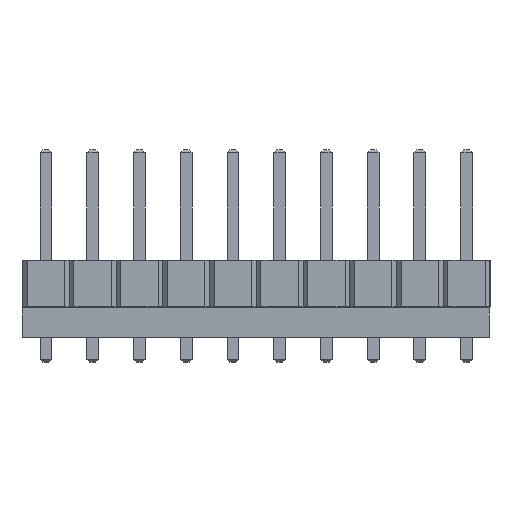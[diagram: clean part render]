
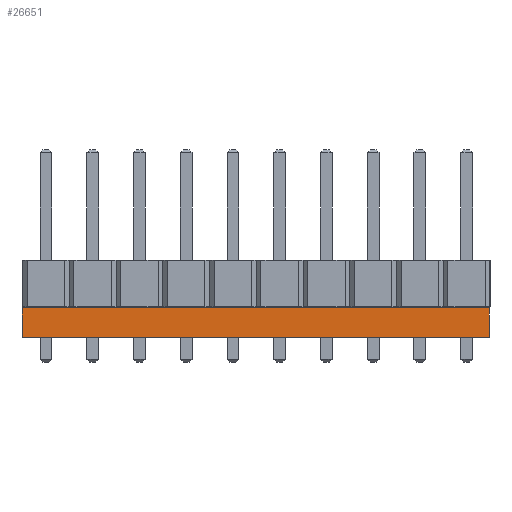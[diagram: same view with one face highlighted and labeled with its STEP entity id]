
A CAD part, left-side view. The second image highlights one B-rep face of the part: STEP entity #26651.
In plain terms, the highlighted planar face has unit normal (-1, 0, 0).
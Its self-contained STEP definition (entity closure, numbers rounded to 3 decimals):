
#26470 = PLANE('',#26471);
#26471 = AXIS2_PLACEMENT_3D('',#26472,#26473,#26474);
#26472 = CARTESIAN_POINT('',(166.261,-117.704,0.));
#26473 = DIRECTION('',(0.,-1.,0.));
#26474 = DIRECTION('',(-1.,0.,0.));
#26495 = VERTEX_POINT('',#26496);
#26496 = CARTESIAN_POINT('',(130.721,-117.704,1.6));
#26510 = PLANE('',#26511);
#26511 = AXIS2_PLACEMENT_3D('',#26512,#26513,#26514);
#26512 = CARTESIAN_POINT('',(148.496,-105.002,1.6));
#26513 = DIRECTION('',(-0.,-0.,-1.));
#26514 = DIRECTION('',(-1.,0.,0.));
#26522 = EDGE_CURVE('',#26523,#26495,#26525,.T.);
#26523 = VERTEX_POINT('',#26524);
#26524 = CARTESIAN_POINT('',(130.721,-117.704,0.));
#26525 = SURFACE_CURVE('',#26526,(#26530,#26537),.PCURVE_S1.);
#26526 = LINE('',#26527,#26528);
#26527 = CARTESIAN_POINT('',(130.721,-117.704,0.));
#26528 = VECTOR('',#26529,1.);
#26529 = DIRECTION('',(0.,0.,1.));
#26530 = PCURVE('',#26470,#26531);
#26531 = DEFINITIONAL_REPRESENTATION('',(#26532),#26536);
#26532 = LINE('',#26533,#26534);
#26533 = CARTESIAN_POINT('',(35.54,0.));
#26534 = VECTOR('',#26535,1.);
#26535 = DIRECTION('',(0.,-1.));
#26536 = ( GEOMETRIC_REPRESENTATION_CONTEXT(2) 
PARAMETRIC_REPRESENTATION_CONTEXT() REPRESENTATION_CONTEXT('2D SPACE',''
  ) );
#26537 = PCURVE('',#26538,#26543);
#26538 = PLANE('',#26539);
#26539 = AXIS2_PLACEMENT_3D('',#26540,#26541,#26542);
#26540 = CARTESIAN_POINT('',(130.721,-117.704,0.));
#26541 = DIRECTION('',(-1.,0.,0.));
#26542 = DIRECTION('',(0.,1.,0.));
#26543 = DEFINITIONAL_REPRESENTATION('',(#26544),#26548);
#26544 = LINE('',#26545,#26546);
#26545 = CARTESIAN_POINT('',(0.,0.));
#26546 = VECTOR('',#26547,1.);
#26547 = DIRECTION('',(0.,-1.));
#26548 = ( GEOMETRIC_REPRESENTATION_CONTEXT(2) 
PARAMETRIC_REPRESENTATION_CONTEXT() REPRESENTATION_CONTEXT('2D SPACE',''
  ) );
#26564 = PLANE('',#26565);
#26565 = AXIS2_PLACEMENT_3D('',#26566,#26567,#26568);
#26566 = CARTESIAN_POINT('',(148.496,-105.002,0.));
#26567 = DIRECTION('',(-0.,-0.,-1.));
#26568 = DIRECTION('',(-1.,0.,0.));
#26597 = PLANE('',#26598);
#26598 = AXIS2_PLACEMENT_3D('',#26599,#26600,#26601);
#26599 = CARTESIAN_POINT('',(130.721,-92.304,0.));
#26600 = DIRECTION('',(0.,1.,0.));
#26601 = DIRECTION('',(1.,0.,0.));
#26651 = ADVANCED_FACE('',(#26652),#26538,.T.);
#26652 = FACE_BOUND('',#26653,.T.);
#26653 = EDGE_LOOP('',(#26654,#26655,#26678,#26701));
#26654 = ORIENTED_EDGE('',*,*,#26522,.T.);
#26655 = ORIENTED_EDGE('',*,*,#26656,.T.);
#26656 = EDGE_CURVE('',#26495,#26657,#26659,.T.);
#26657 = VERTEX_POINT('',#26658);
#26658 = CARTESIAN_POINT('',(130.721,-92.304,1.6));
#26659 = SURFACE_CURVE('',#26660,(#26664,#26671),.PCURVE_S1.);
#26660 = LINE('',#26661,#26662);
#26661 = CARTESIAN_POINT('',(130.721,-117.704,1.6));
#26662 = VECTOR('',#26663,1.);
#26663 = DIRECTION('',(0.,1.,0.));
#26664 = PCURVE('',#26538,#26665);
#26665 = DEFINITIONAL_REPRESENTATION('',(#26666),#26670);
#26666 = LINE('',#26667,#26668);
#26667 = CARTESIAN_POINT('',(0.,-1.6));
#26668 = VECTOR('',#26669,1.);
#26669 = DIRECTION('',(1.,0.));
#26670 = ( GEOMETRIC_REPRESENTATION_CONTEXT(2) 
PARAMETRIC_REPRESENTATION_CONTEXT() REPRESENTATION_CONTEXT('2D SPACE',''
  ) );
#26671 = PCURVE('',#26510,#26672);
#26672 = DEFINITIONAL_REPRESENTATION('',(#26673),#26677);
#26673 = LINE('',#26674,#26675);
#26674 = CARTESIAN_POINT('',(17.775,-12.702));
#26675 = VECTOR('',#26676,1.);
#26676 = DIRECTION('',(0.,1.));
#26677 = ( GEOMETRIC_REPRESENTATION_CONTEXT(2) 
PARAMETRIC_REPRESENTATION_CONTEXT() REPRESENTATION_CONTEXT('2D SPACE',''
  ) );
#26678 = ORIENTED_EDGE('',*,*,#26679,.F.);
#26679 = EDGE_CURVE('',#26680,#26657,#26682,.T.);
#26680 = VERTEX_POINT('',#26681);
#26681 = CARTESIAN_POINT('',(130.721,-92.304,0.));
#26682 = SURFACE_CURVE('',#26683,(#26687,#26694),.PCURVE_S1.);
#26683 = LINE('',#26684,#26685);
#26684 = CARTESIAN_POINT('',(130.721,-92.304,0.));
#26685 = VECTOR('',#26686,1.);
#26686 = DIRECTION('',(0.,0.,1.));
#26687 = PCURVE('',#26538,#26688);
#26688 = DEFINITIONAL_REPRESENTATION('',(#26689),#26693);
#26689 = LINE('',#26690,#26691);
#26690 = CARTESIAN_POINT('',(25.4,0.));
#26691 = VECTOR('',#26692,1.);
#26692 = DIRECTION('',(0.,-1.));
#26693 = ( GEOMETRIC_REPRESENTATION_CONTEXT(2) 
PARAMETRIC_REPRESENTATION_CONTEXT() REPRESENTATION_CONTEXT('2D SPACE',''
  ) );
#26694 = PCURVE('',#26597,#26695);
#26695 = DEFINITIONAL_REPRESENTATION('',(#26696),#26700);
#26696 = LINE('',#26697,#26698);
#26697 = CARTESIAN_POINT('',(0.,0.));
#26698 = VECTOR('',#26699,1.);
#26699 = DIRECTION('',(0.,-1.));
#26700 = ( GEOMETRIC_REPRESENTATION_CONTEXT(2) 
PARAMETRIC_REPRESENTATION_CONTEXT() REPRESENTATION_CONTEXT('2D SPACE',''
  ) );
#26701 = ORIENTED_EDGE('',*,*,#26702,.F.);
#26702 = EDGE_CURVE('',#26523,#26680,#26703,.T.);
#26703 = SURFACE_CURVE('',#26704,(#26708,#26715),.PCURVE_S1.);
#26704 = LINE('',#26705,#26706);
#26705 = CARTESIAN_POINT('',(130.721,-117.704,0.));
#26706 = VECTOR('',#26707,1.);
#26707 = DIRECTION('',(0.,1.,0.));
#26708 = PCURVE('',#26538,#26709);
#26709 = DEFINITIONAL_REPRESENTATION('',(#26710),#26714);
#26710 = LINE('',#26711,#26712);
#26711 = CARTESIAN_POINT('',(0.,0.));
#26712 = VECTOR('',#26713,1.);
#26713 = DIRECTION('',(1.,0.));
#26714 = ( GEOMETRIC_REPRESENTATION_CONTEXT(2) 
PARAMETRIC_REPRESENTATION_CONTEXT() REPRESENTATION_CONTEXT('2D SPACE',''
  ) );
#26715 = PCURVE('',#26564,#26716);
#26716 = DEFINITIONAL_REPRESENTATION('',(#26717),#26721);
#26717 = LINE('',#26718,#26719);
#26718 = CARTESIAN_POINT('',(17.775,-12.702));
#26719 = VECTOR('',#26720,1.);
#26720 = DIRECTION('',(0.,1.));
#26721 = ( GEOMETRIC_REPRESENTATION_CONTEXT(2) 
PARAMETRIC_REPRESENTATION_CONTEXT() REPRESENTATION_CONTEXT('2D SPACE',''
  ) );
